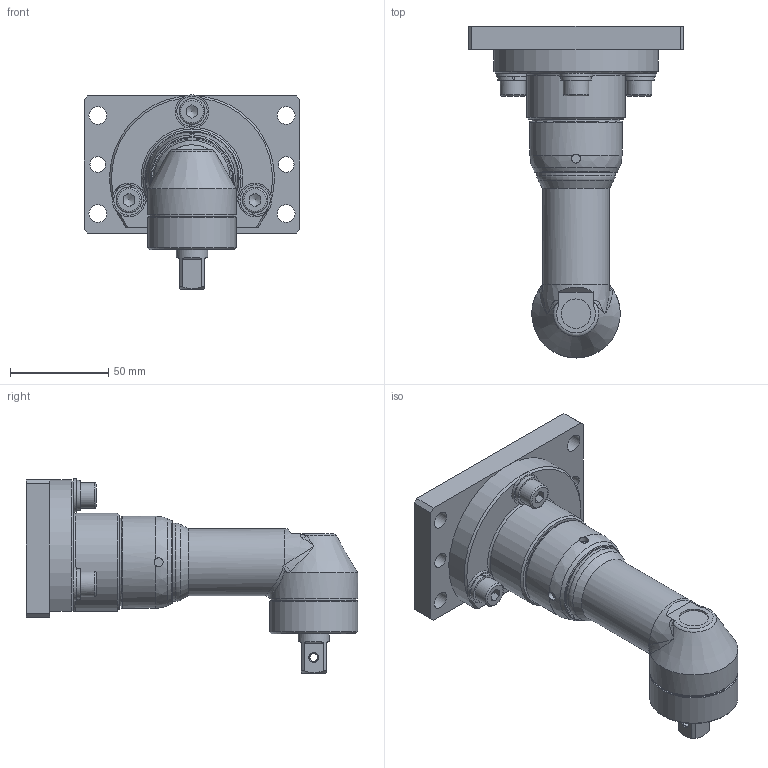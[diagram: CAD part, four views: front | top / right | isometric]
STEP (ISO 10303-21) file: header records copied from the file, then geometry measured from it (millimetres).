
FILE_DESCRIPTION(/* description */ (''),/* implementation_level */ '2;1');
FILE_NAME(/* name */ 'RA130-120-CFT(DS-N060).stp',/* time_stamp */ '2019-10-29T10:15:45+09:00',/* author */ ('y-mizuno'),/* organization */ (''),/* preprocessor_version */ 'ST-DEVELOPER v17',/* originating_system */ 'Autodesk Inventor 2019',/* authorisation */ '');
FILE_SCHEMA (('AUTOMOTIVE_DESIGN { 1 0 10303 214 3 1 1 }'));
Length unit declared in the file: millimetre
Products named in the file (1): RA130-120-CFT(DS-N060)
Bounding box: 110 x 169 x 99 mm (x, y, z)
Volume: 317629.9 mm3; surface area: 62587.8 mm2
Topology: 1 solids, 2 shells, 254 faces, 703 edges, 469 vertices
Faces by surface type: plane 123, cylinder 84, cone 24, torus 12, bspline 11
Full cylindrical faces by diameter (mm): 1.6 x1, 3.98 x1, 4.1 x4, 4.6 x4, 4.917 x3, 8 x5, 8.4 x3, 9 x7, 13 x3, 14 x3, 15 x1, 16 x1, 17 x3, 18 x1, 20 x1, 20.5 x1, 25 x1, 34 x1, 35 x1, 40 x4, 43 x1, 45 x4, 47 x1, 50 x1
Entity records: 9225 total; most frequent: CARTESIAN_POINT 2528, DIRECTION 1467, ORIENTED_EDGE 1394, EDGE_CURVE 697, AXIS2_PLACEMENT_3D 627, VERTEX_POINT 469, CIRCLE 371, EDGE_LOOP 308
